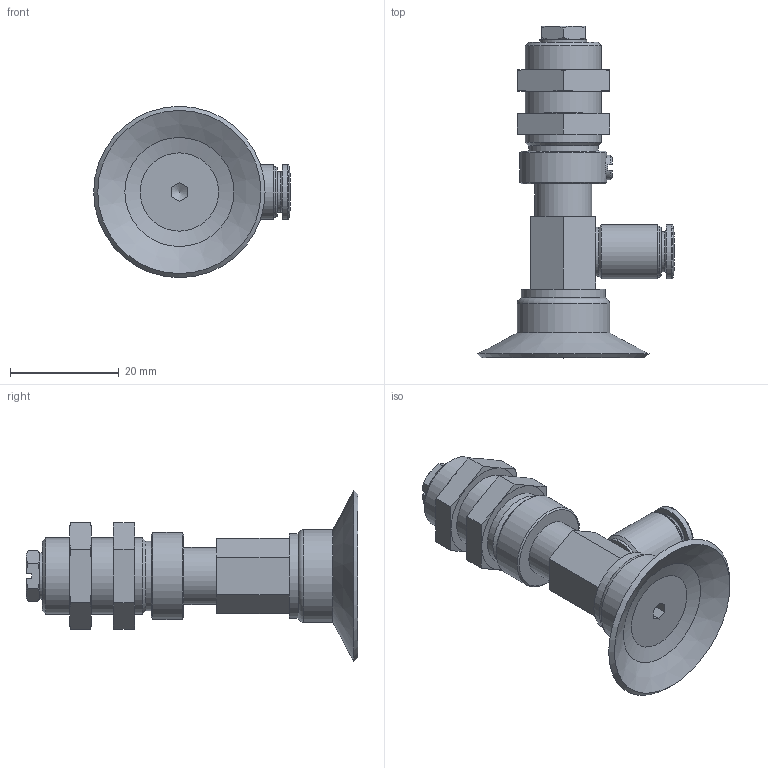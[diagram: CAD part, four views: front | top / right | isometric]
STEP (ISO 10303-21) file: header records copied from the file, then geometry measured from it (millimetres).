
FILE_DESCRIPTION(/* description */ ('STEP AP214'),/* implementation_level */ '2;1');
FILE_NAME(/* name */ '189174_ESG-30-SF-HD-QS',/* time_stamp */ '2022-11-11T18:36:56+01:00',/* author */ ('License CC BY-ND 4.0'),/* organization */ ('CADENAS'),/* preprocessor_version */ 'ST-DEVELOPER v18.102',/* originating_system */ 'PARTsolutions',/* authorisation */ ' ');
FILE_SCHEMA (('AUTOMOTIVE_DESIGN {1 0 10303 214 3 1 1}'));
Length unit declared in the file: millimetre
Products named in the file (4): 189174 ESG-30-SF-HD-QS---(0_0); 130519 ESHM-M14x1; 189239 ESH-HD-4-QS_part---(0); 189302 ESS-30-SF
Assembly tree (4 placements, depth 2):
  189174 ESG-30-SF-HD-QS---(0_0)
    130519 ESHM-M14x1  x2
    189239 ESH-HD-4-QS_part---(0)
    189302 ESS-30-SF
Bounding box: 36.15 x 61 x 31.5 mm (x, y, z)
Volume: 10361.4 mm3; surface area: 7347.9 mm2
Topology: 4 solids, 4 shells, 145 faces, 311 edges, 186 vertices
Faces by surface type: plane 63, cone 57, cylinder 21, torus 4
Full cylindrical faces by diameter (mm): 4 x1, 4.5 x1, 4.917 x1, 6 x2, 7.4 x1, 8.4 x1, 8.6 x1, 9 x1, 9.4 x1, 10 x2, 10.5 x2, 12.773 x1, 12.917 x2, 14 x1, 15.5 x1, 16 x1, 17 x1
Entity records: 3887 total; most frequent: CARTESIAN_POINT 692, DIRECTION 498, ORIENTED_EDGE 430, EDGE_CURVE 215, AXIS2_PLACEMENT_3D 214, FACE_BOUND 183, EDGE_LOOP 182, VERTEX_POINT 154
